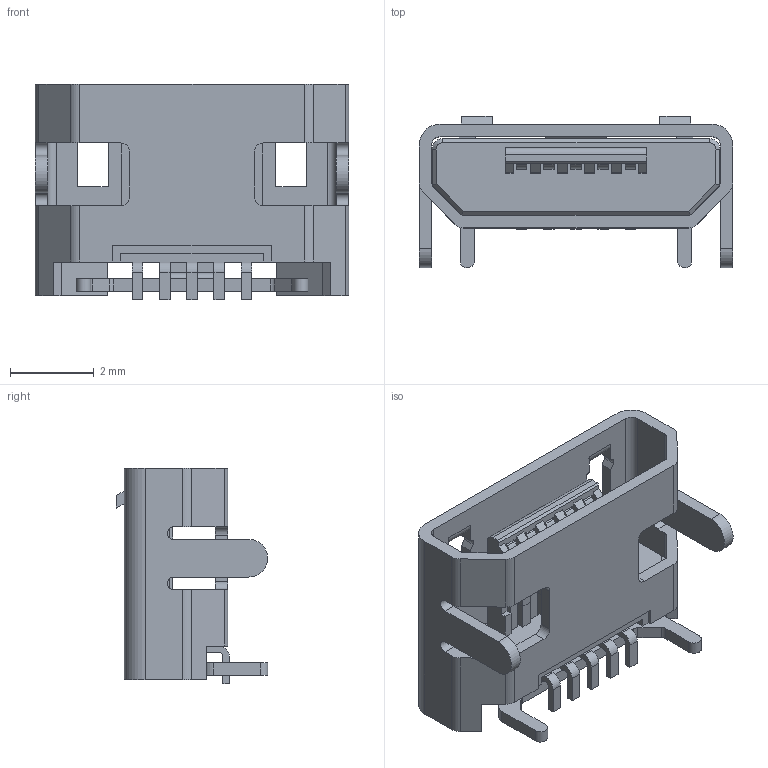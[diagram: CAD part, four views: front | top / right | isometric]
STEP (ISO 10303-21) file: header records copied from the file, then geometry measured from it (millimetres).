
FILE_DESCRIPTION (( 'STEP AP214' ), '1' );
FILE_NAME ('MCR-B-S-RA-SMT-CS5A-NF-TR.STEP', '2024-09-23T02:05:42', ( '' ), ( '' ), 'SwSTEP 2.0', 'SolidWorks 2023', '' );
FILE_SCHEMA (( 'AUTOMOTIVE_DESIGN' ));
Length unit declared in the file: millimetre
Products named in the file (1): MCR-B-S-RA-SMT-CS5A-NF-TR
Bounding box: 7.5 x 3.62 x 5.15 mm (x, y, z)
Volume: 38.3 mm3; surface area: 269 mm2
Topology: 11 solids, 11 shells, 358 faces, 1023 edges, 676 vertices
Faces by surface type: plane 275, cylinder 81, cone 2
Entity records: 13290 total; most frequent: CARTESIAN_POINT 2083, ORIENTED_EDGE 2046, DIRECTION 1898, EDGE_CURVE 1023, LINE 848, VECTOR 848, VERTEX_POINT 676, AXIS2_PLACEMENT_3D 525
